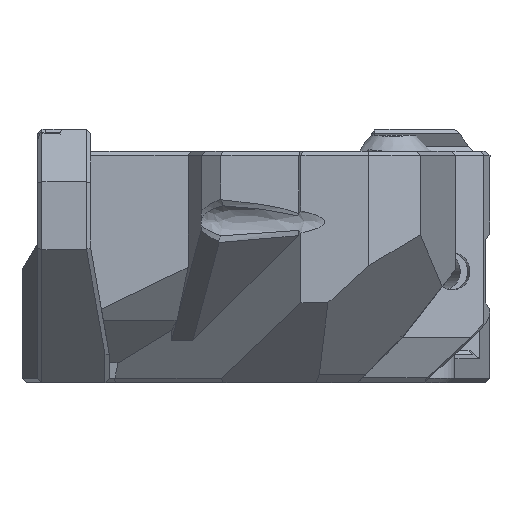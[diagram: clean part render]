
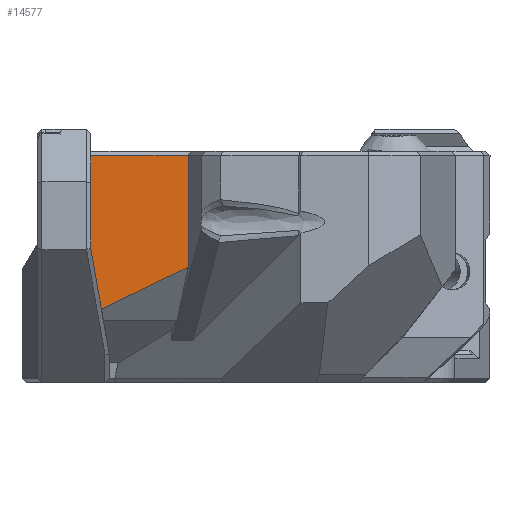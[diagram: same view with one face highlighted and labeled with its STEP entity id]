
A CAD part, left-side view. The second image highlights one B-rep face of the part: STEP entity #14577.
In plain terms, the highlighted planar face has unit normal (-1, 0, 0).
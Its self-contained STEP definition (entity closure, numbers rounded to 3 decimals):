
#3660=ORIENTED_EDGE('',*,*,#6605,.T.);
#3661=ORIENTED_EDGE('',*,*,#6693,.T.);
#3662=ORIENTED_EDGE('',*,*,#6670,.F.);
#3663=ORIENTED_EDGE('',*,*,#6629,.F.);
#3664=ORIENTED_EDGE('',*,*,#6627,.T.);
#6605=EDGE_CURVE('',#8253,#8252,#9634,.T.);
#6627=EDGE_CURVE('',#8267,#8253,#9649,.T.);
#6629=EDGE_CURVE('',#8267,#8270,#9651,.T.);
#6670=EDGE_CURVE('',#8270,#8293,#9692,.T.);
#6693=EDGE_CURVE('',#8252,#8293,#9714,.T.);
#8252=VERTEX_POINT('',#24735);
#8253=VERTEX_POINT('',#24737);
#8267=VERTEX_POINT('',#24820);
#8270=VERTEX_POINT('',#24828);
#8293=VERTEX_POINT('',#24905);
#9634=LINE('',#24736,#11132);
#9649=LINE('',#24823,#11147);
#9651=LINE('',#24827,#11149);
#9692=LINE('',#24904,#11190);
#9714=LINE('',#24948,#11212);
#11132=VECTOR('',#18785,1000.);
#11147=VECTOR('',#18822,1000.);
#11149=VECTOR('',#18826,1000.);
#11190=VECTOR('',#18893,1000.);
#11212=VECTOR('',#18933,1000.);
#12219=EDGE_LOOP('',(#3660,#3661,#3662,#3663,#3664));
#13145=FACE_BOUND('',#12219,.T.);
#13836=PLANE('',#15764);
#14577=ADVANCED_FACE('',(#13145),#13836,.T.);
#15764=AXIS2_PLACEMENT_3D('',#24947,#18931,#18932);
#18785=DIRECTION('',(0.,0.,1.));
#18822=DIRECTION('',(0.,-0.901,0.435));
#18826=DIRECTION('',(0.,0.174,0.985));
#18893=DIRECTION('',(0.,0.,1.));
#18931=DIRECTION('',(-1.,0.,0.));
#18932=DIRECTION('',(0.,-1.,0.));
#18933=DIRECTION('',(0.,1.,0.));
#24735=CARTESIAN_POINT('',(-12.879,3.617,20.8));
#24736=CARTESIAN_POINT('',(-12.879,3.617,16.68));
#24737=CARTESIAN_POINT('',(-12.879,3.617,10.571));
#24820=CARTESIAN_POINT('',(-12.879,11.544,6.745));
#24823=CARTESIAN_POINT('',(-12.879,-0.636,12.624));
#24827=CARTESIAN_POINT('',(-12.879,12.936,14.628));
#24828=CARTESIAN_POINT('',(-12.879,12.5,12.16));
#24904=CARTESIAN_POINT('',(-12.879,12.5,16.68));
#24905=CARTESIAN_POINT('',(-12.879,12.5,20.8));
#24947=CARTESIAN_POINT('',(-12.879,1.321,16.68));
#24948=CARTESIAN_POINT('',(-12.879,1.321,20.8));
